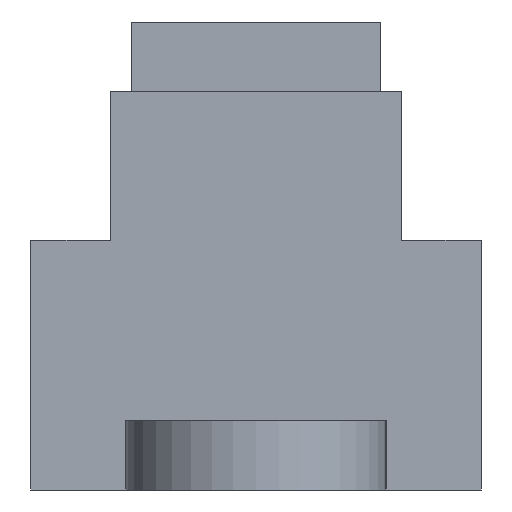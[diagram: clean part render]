
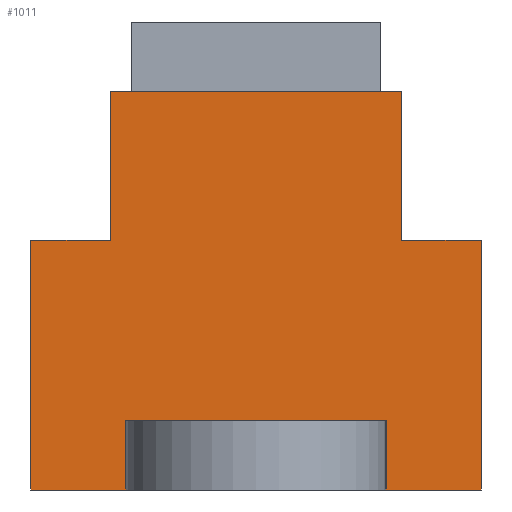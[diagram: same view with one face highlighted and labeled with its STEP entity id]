
A CAD part, left-side view. The second image highlights one B-rep face of the part: STEP entity #1011.
In plain terms, the highlighted planar face has unit normal (-1, 0, 0).
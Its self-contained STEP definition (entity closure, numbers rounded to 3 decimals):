
#92=LINE('',#1559,#203);
#108=LINE('',#1591,#219);
#120=LINE('',#1616,#231);
#121=LINE('',#1619,#232);
#123=LINE('',#1623,#234);
#126=LINE('',#1628,#237);
#127=LINE('',#1631,#238);
#129=LINE('',#1637,#240);
#139=LINE('',#1669,#250);
#143=LINE('',#1678,#254);
#144=LINE('',#1680,#255);
#145=LINE('',#1681,#256);
#203=VECTOR('',#1258,10.);
#219=VECTOR('',#1286,10.);
#231=VECTOR('',#1304,10.);
#232=VECTOR('',#1307,10.);
#234=VECTOR('',#1311,10.);
#237=VECTOR('',#1316,10.);
#238=VECTOR('',#1319,10.);
#240=VECTOR('',#1325,10.);
#250=VECTOR('',#1357,10.);
#254=VECTOR('',#1367,10.);
#255=VECTOR('',#1370,10.);
#256=VECTOR('',#1371,10.);
#297=PLANE('',#1104);
#349=FACE_OUTER_BOUND('',#411,.T.);
#411=EDGE_LOOP('',(#922,#923,#924,#925,#926,#927,#928,#929,#930,#931,#932,
#933));
#498=VERTEX_POINT('',#1556);
#499=VERTEX_POINT('',#1558);
#509=VERTEX_POINT('',#1589);
#519=VERTEX_POINT('',#1614);
#520=VERTEX_POINT('',#1618);
#521=VERTEX_POINT('',#1622);
#522=VERTEX_POINT('',#1626);
#523=VERTEX_POINT('',#1630);
#524=VERTEX_POINT('',#1635);
#525=VERTEX_POINT('',#1636);
#535=VERTEX_POINT('',#1666);
#538=VERTEX_POINT('',#1676);
#616=EDGE_CURVE('',#499,#498,#92,.T.);
#632=EDGE_CURVE('',#498,#509,#108,.T.);
#644=EDGE_CURVE('',#509,#519,#120,.T.);
#645=EDGE_CURVE('',#520,#499,#121,.T.);
#647=EDGE_CURVE('',#521,#520,#123,.T.);
#650=EDGE_CURVE('',#522,#519,#126,.T.);
#651=EDGE_CURVE('',#523,#521,#127,.T.);
#653=EDGE_CURVE('',#524,#525,#129,.T.);
#669=EDGE_CURVE('',#535,#524,#139,.T.);
#674=EDGE_CURVE('',#538,#525,#143,.T.);
#675=EDGE_CURVE('',#522,#538,#144,.T.);
#676=EDGE_CURVE('',#523,#535,#145,.T.);
#922=ORIENTED_EDGE('',*,*,#616,.T.);
#923=ORIENTED_EDGE('',*,*,#632,.T.);
#924=ORIENTED_EDGE('',*,*,#644,.T.);
#925=ORIENTED_EDGE('',*,*,#650,.F.);
#926=ORIENTED_EDGE('',*,*,#675,.T.);
#927=ORIENTED_EDGE('',*,*,#674,.T.);
#928=ORIENTED_EDGE('',*,*,#653,.F.);
#929=ORIENTED_EDGE('',*,*,#669,.F.);
#930=ORIENTED_EDGE('',*,*,#676,.F.);
#931=ORIENTED_EDGE('',*,*,#651,.T.);
#932=ORIENTED_EDGE('',*,*,#647,.T.);
#933=ORIENTED_EDGE('',*,*,#645,.T.);
#1011=ADVANCED_FACE('',(#349),#297,.T.);
#1104=AXIS2_PLACEMENT_3D('',#1679,#1368,#1369);
#1258=DIRECTION('',(0.,1.,0.));
#1286=DIRECTION('',(0.,0.,-1.));
#1304=DIRECTION('',(0.,1.,0.));
#1307=DIRECTION('',(0.,0.,1.));
#1311=DIRECTION('',(0.,1.,0.));
#1316=DIRECTION('',(0.,0.,1.));
#1319=DIRECTION('',(0.,0.,1.));
#1325=DIRECTION('',(0.,1.,0.));
#1357=DIRECTION('',(0.,0.,1.));
#1367=DIRECTION('',(0.,0.,1.));
#1368=DIRECTION('center_axis',(-1.,0.,0.));
#1369=DIRECTION('ref_axis',(0.,-1.,0.));
#1370=DIRECTION('',(0.,-1.,0.));
#1371=DIRECTION('',(0.,1.,0.));
#1556=CARTESIAN_POINT('',(3.75,4.2,11.5));
#1558=CARTESIAN_POINT('',(3.75,-4.2,11.5));
#1559=CARTESIAN_POINT('',(3.75,3.25,11.5));
#1589=CARTESIAN_POINT('',(3.75,4.2,7.2));
#1591=CARTESIAN_POINT('',(3.75,4.2,6.75));
#1614=CARTESIAN_POINT('',(3.75,6.5,7.2));
#1616=CARTESIAN_POINT('',(3.75,5.925,7.2));
#1618=CARTESIAN_POINT('',(3.75,-4.2,7.2));
#1619=CARTESIAN_POINT('',(3.75,-4.2,6.75));
#1622=CARTESIAN_POINT('',(3.75,-6.5,7.2));
#1623=CARTESIAN_POINT('',(3.75,0.575,7.2));
#1626=CARTESIAN_POINT('',(3.75,6.5,0.));
#1628=CARTESIAN_POINT('',(3.75,6.5,0.));
#1630=CARTESIAN_POINT('',(3.75,-6.5,0.));
#1631=CARTESIAN_POINT('',(3.75,-6.5,0.));
#1635=CARTESIAN_POINT('',(3.75,-3.75,2.));
#1636=CARTESIAN_POINT('',(3.75,3.75,2.));
#1637=CARTESIAN_POINT('',(3.75,3.25,2.));
#1666=CARTESIAN_POINT('',(3.75,-3.75,0.));
#1669=CARTESIAN_POINT('',(3.75,-3.75,0.));
#1676=CARTESIAN_POINT('',(3.75,3.75,0.));
#1678=CARTESIAN_POINT('',(3.75,3.75,0.));
#1679=CARTESIAN_POINT('Origin',(3.75,6.5,0.));
#1680=CARTESIAN_POINT('',(3.75,6.5,0.));
#1681=CARTESIAN_POINT('',(3.75,-6.5,0.));
